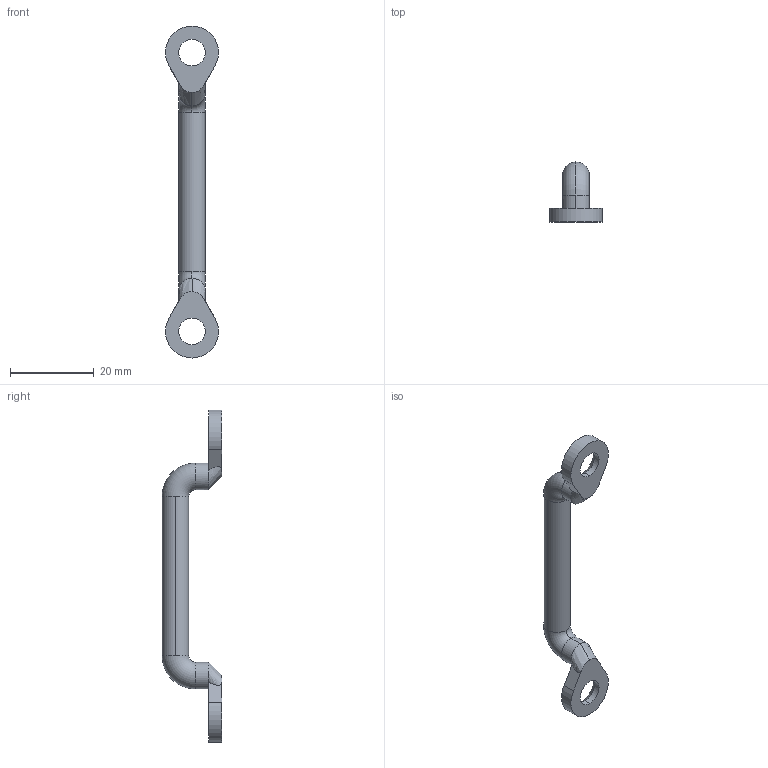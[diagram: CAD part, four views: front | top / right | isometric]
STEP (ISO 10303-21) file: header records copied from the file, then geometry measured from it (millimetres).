
FILE_DESCRIPTION (( 'STEP AP203' ), '1' );
FILE_NAME ('8030T16.step', '2015-12-22T17:36:26', ( '' ), ( '' ), 'SwSTEP 2.0', 'SolidWorks 2010', '' );
FILE_SCHEMA (( 'CONFIG_CONTROL_DESIGN' ));
Length unit declared in the file: inch
Products named in the file (1): 8030T16
Bounding box: 12.7 x 14.29 x 79.38 mm (x, y, z)
Volume: 2625.2 mm3; surface area: 2036.3 mm2
Topology: 1 solids, 1 shells, 33 faces, 79 edges, 48 vertices
Faces by surface type: cylinder 13, plane 8, torus 4, cone 4, bspline 4
Entity records: 1540 total; most frequent: CARTESIAN_POINT 692, DIRECTION 165, ORIENTED_EDGE 158, EDGE_CURVE 79, AXIS2_PLACEMENT_3D 69, VERTEX_POINT 48, CIRCLE 39, EDGE_LOOP 37
